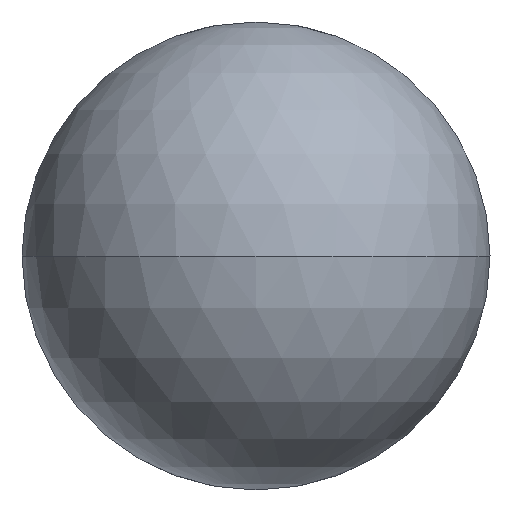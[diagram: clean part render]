
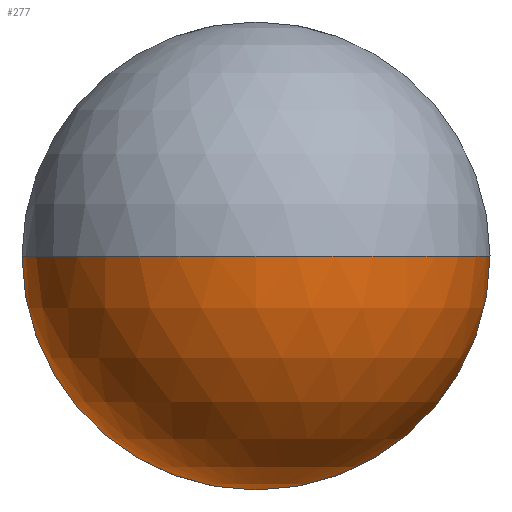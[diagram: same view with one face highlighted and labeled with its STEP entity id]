
A CAD part, front view. The second image highlights one B-rep face of the part: STEP entity #277.
In plain terms, the highlighted spherical face has radius 9.525 mm.
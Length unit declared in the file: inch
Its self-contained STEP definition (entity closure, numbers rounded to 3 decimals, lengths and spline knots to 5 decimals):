
#7 = DIRECTION ( 'NONE',  ( 0., -1., 0. ) ) ;
#16 = CARTESIAN_POINT ( 'NONE',  ( 0., 0.375, -0.375 ) ) ;
#20 = EDGE_CURVE ( 'NONE', #158, #516, #428, .T. ) ;
#27 = SPHERICAL_SURFACE ( 'NONE', #486, 0.375 ) ;
#49 = FACE_OUTER_BOUND ( 'NONE', #316, .T. ) ;
#57 = VERTEX_POINT ( 'NONE', #110 ) ;
#66 = DIRECTION ( 'NONE',  ( 0., 0., -1. ) ) ;
#110 = CARTESIAN_POINT ( 'NONE',  ( -0.375, 0.375, 0. ) ) ;
#119 = EDGE_CURVE ( 'NONE', #516, #137, #279, .T. ) ;
#122 = CARTESIAN_POINT ( 'NONE',  ( 0., 0.375, 0. ) ) ;
#134 = CIRCLE ( 'NONE', #160, 0.375 ) ;
#137 = VERTEX_POINT ( 'NONE', #223 ) ;
#142 = CARTESIAN_POINT ( 'NONE',  ( 0., 0.375, 0. ) ) ;
#148 = DIRECTION ( 'NONE',  ( -1., 0., 0. ) ) ;
#152 = ORIENTED_EDGE ( 'NONE', *, *, #433, .T. ) ;
#158 = VERTEX_POINT ( 'NONE', #16 ) ;
#160 = AXIS2_PLACEMENT_3D ( 'NONE', #352, #273, #515 ) ;
#169 = DIRECTION ( 'NONE',  ( 0., 0., -1. ) ) ;
#177 = AXIS2_PLACEMENT_3D ( 'NONE', #142, #261, #380 ) ;
#223 = CARTESIAN_POINT ( 'NONE',  ( 0., 0., 0. ) ) ;
#231 = DIRECTION ( 'NONE',  ( 0., -1., 0. ) ) ;
#240 = ORIENTED_EDGE ( 'NONE', *, *, #119, .T. ) ;
#261 = DIRECTION ( 'NONE',  ( 0., 0., -1. ) ) ;
#265 = AXIS2_PLACEMENT_3D ( 'NONE', #314, #231, #398 ) ;
#273 = DIRECTION ( 'NONE',  ( 0., 0., 1. ) ) ;
#277 = ADVANCED_FACE ( 'NONE', ( #49 ), #27, .T. ) ;
#279 = CIRCLE ( 'NONE', #177, 0.375 ) ;
#281 = CIRCLE ( 'NONE', #296, 0.375 ) ;
#296 = AXIS2_PLACEMENT_3D ( 'NONE', #122, #7, #169 ) ;
#314 = CARTESIAN_POINT ( 'NONE',  ( 0., 0.375, 0. ) ) ;
#316 = EDGE_LOOP ( 'NONE', ( #152, #482, #240, #346 ) ) ;
#331 = EDGE_CURVE ( 'NONE', #57, #137, #134, .T. ) ;
#346 = ORIENTED_EDGE ( 'NONE', *, *, #331, .F. ) ;
#347 = CARTESIAN_POINT ( 'NONE',  ( 0.375, 0.375, 0. ) ) ;
#352 = CARTESIAN_POINT ( 'NONE',  ( 0., 0.375, 0. ) ) ;
#355 = CARTESIAN_POINT ( 'NONE',  ( 0., 0.375, 0. ) ) ;
#380 = DIRECTION ( 'NONE',  ( -1., 0., 0. ) ) ;
#398 = DIRECTION ( 'NONE',  ( 0., 0., -1. ) ) ;
#428 = CIRCLE ( 'NONE', #265, 0.375 ) ;
#433 = EDGE_CURVE ( 'NONE', #57, #158, #281, .T. ) ;
#482 = ORIENTED_EDGE ( 'NONE', *, *, #20, .T. ) ;
#486 = AXIS2_PLACEMENT_3D ( 'NONE', #355, #66, #148 ) ;
#515 = DIRECTION ( 'NONE',  ( 1., 0., 0. ) ) ;
#516 = VERTEX_POINT ( 'NONE', #347 ) ;
